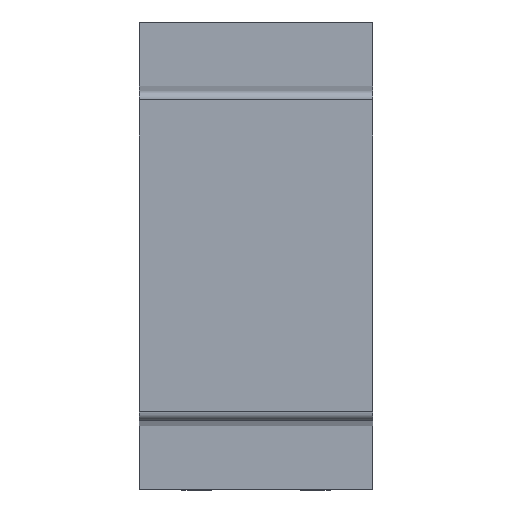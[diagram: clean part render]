
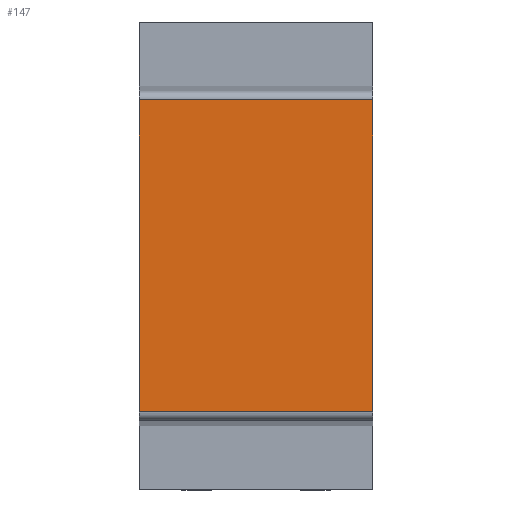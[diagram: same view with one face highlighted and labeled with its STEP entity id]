
A CAD part, top view. The second image highlights one B-rep face of the part: STEP entity #147.
In plain terms, the highlighted planar face has unit normal (0, 0, 1).
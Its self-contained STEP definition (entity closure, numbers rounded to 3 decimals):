
#2 = EDGE_LOOP ( 'NONE', ( #1569, #1003, #1867, #522 ) ) ;
#45 = LINE ( 'NONE', #1004, #1836 ) ;
#147 = ADVANCED_FACE ( 'NONE', ( #1110 ), #1703, .F. ) ;
#155 = LINE ( 'NONE', #645, #750 ) ;
#166 = VERTEX_POINT ( 'NONE', #821 ) ;
#263 = VERTEX_POINT ( 'NONE', #1925 ) ;
#337 = EDGE_CURVE ( 'NONE', #166, #479, #416, .T. ) ;
#387 = CARTESIAN_POINT ( 'NONE',  ( 0.4, 0.533, 0. ) ) ;
#416 = LINE ( 'NONE', #1302, #1530 ) ;
#479 = VERTEX_POINT ( 'NONE', #387 ) ;
#522 = ORIENTED_EDGE ( 'NONE', *, *, #787, .F. ) ;
#605 = LINE ( 'NONE', #1058, #943 ) ;
#610 = CARTESIAN_POINT ( 'NONE',  ( 0., 0., 0. ) ) ;
#645 = CARTESIAN_POINT ( 'NONE',  ( 0.4, 0., 0. ) ) ;
#705 = DIRECTION ( 'NONE',  ( 0., 1., 0. ) ) ;
#750 = VECTOR ( 'NONE', #1361, 1000. ) ;
#767 = DIRECTION ( 'NONE',  ( -1., 0., 0. ) ) ;
#787 = EDGE_CURVE ( 'NONE', #1771, #166, #45, .T. ) ;
#821 = CARTESIAN_POINT ( 'NONE',  ( -0.4, 0.533, 0. ) ) ;
#905 = EDGE_CURVE ( 'NONE', #263, #1771, #605, .T. ) ;
#943 = VECTOR ( 'NONE', #1111, 1000. ) ;
#1003 = ORIENTED_EDGE ( 'NONE', *, *, #1480, .F. ) ;
#1004 = CARTESIAN_POINT ( 'NONE',  ( -0.4, 0., 0. ) ) ;
#1058 = CARTESIAN_POINT ( 'NONE',  ( 0., -0.533, 0. ) ) ;
#1070 = DIRECTION ( 'NONE',  ( 0., 0., -1. ) ) ;
#1110 = FACE_OUTER_BOUND ( 'NONE', #2, .T. ) ;
#1111 = DIRECTION ( 'NONE',  ( -1., 0., 0. ) ) ;
#1302 = CARTESIAN_POINT ( 'NONE',  ( 0., 0.533, 0. ) ) ;
#1361 = DIRECTION ( 'NONE',  ( 0., -1., 0. ) ) ;
#1480 = EDGE_CURVE ( 'NONE', #479, #263, #155, .T. ) ;
#1530 = VECTOR ( 'NONE', #1901, 1000. ) ;
#1569 = ORIENTED_EDGE ( 'NONE', *, *, #905, .F. ) ;
#1703 = PLANE ( 'NONE',  #1747 ) ;
#1747 = AXIS2_PLACEMENT_3D ( 'NONE', #610, #1070, #767 ) ;
#1771 = VERTEX_POINT ( 'NONE', #1807 ) ;
#1807 = CARTESIAN_POINT ( 'NONE',  ( -0.4, -0.533, 0. ) ) ;
#1836 = VECTOR ( 'NONE', #705, 1000. ) ;
#1867 = ORIENTED_EDGE ( 'NONE', *, *, #337, .F. ) ;
#1901 = DIRECTION ( 'NONE',  ( 1., 0., 0. ) ) ;
#1925 = CARTESIAN_POINT ( 'NONE',  ( 0.4, -0.533, 0. ) ) ;
